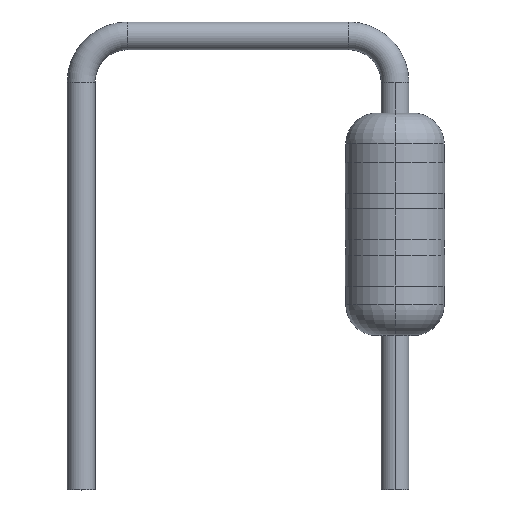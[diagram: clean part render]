
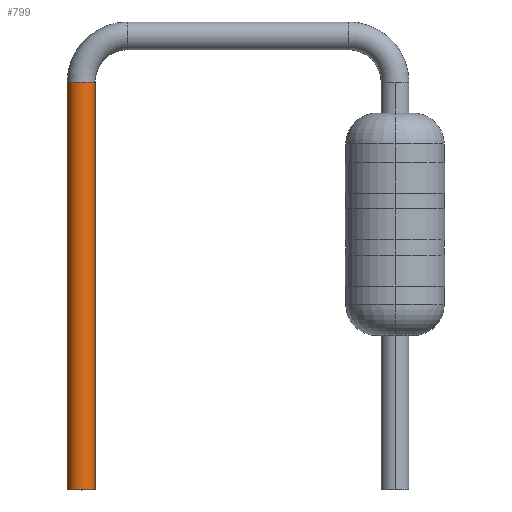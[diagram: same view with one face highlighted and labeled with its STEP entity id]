
A CAD part, top view. The second image highlights one B-rep face of the part: STEP entity #799.
In plain terms, the highlighted cylindrical face has radius 0.225 mm (diameter 0.45 mm), a partial arc.
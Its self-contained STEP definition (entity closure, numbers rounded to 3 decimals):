
#58 = VERTEX_POINT ( 'NONE', #654 ) ;
#72 = FACE_OUTER_BOUND ( 'NONE', #97, .T. ) ;
#79 = VERTEX_POINT ( 'NONE', #754 ) ;
#97 = EDGE_LOOP ( 'NONE', ( #1121, #154, #176, #770 ) ) ;
#109 = EDGE_CURVE ( 'NONE', #715, #79, #845, .T. ) ;
#118 = DIRECTION ( 'NONE',  ( 0., 0., 1. ) ) ;
#154 = ORIENTED_EDGE ( 'NONE', *, *, #546, .T. ) ;
#168 = CYLINDRICAL_SURFACE ( 'NONE', #1059, 0.225 ) ;
#176 = ORIENTED_EDGE ( 'NONE', *, *, #211, .T. ) ;
#185 = DIRECTION ( 'NONE',  ( 0., 0., 1. ) ) ;
#207 = CARTESIAN_POINT ( 'NONE',  ( -5.08, -2., 0. ) ) ;
#211 = EDGE_CURVE ( 'NONE', #58, #79, #577, .T. ) ;
#250 = DIRECTION ( 'NONE',  ( 0., 1., 0. ) ) ;
#279 = DIRECTION ( 'NONE',  ( 0., -1., 0. ) ) ;
#284 = CARTESIAN_POINT ( 'NONE',  ( -4.855, -2., 0. ) ) ;
#325 = CARTESIAN_POINT ( 'NONE',  ( -5.305, -2., 0. ) ) ;
#421 = CARTESIAN_POINT ( 'NONE',  ( -5.08, 4.6, 0. ) ) ;
#489 = CARTESIAN_POINT ( 'NONE',  ( -5.305, -2., 0. ) ) ;
#546 = EDGE_CURVE ( 'NONE', #864, #58, #834, .T. ) ;
#577 = CIRCLE ( 'NONE', #1009, 0.225 ) ;
#654 = CARTESIAN_POINT ( 'NONE',  ( -4.855, 4.6, 0. ) ) ;
#703 = DIRECTION ( 'NONE',  ( 0., -1., 0. ) ) ;
#715 = VERTEX_POINT ( 'NONE', #325 ) ;
#735 = DIRECTION ( 'NONE',  ( 0., 1., 0. ) ) ;
#745 = DIRECTION ( 'NONE',  ( 0., 1., 0. ) ) ;
#754 = CARTESIAN_POINT ( 'NONE',  ( -5.305, 4.6, 0. ) ) ;
#770 = ORIENTED_EDGE ( 'NONE', *, *, #109, .F. ) ;
#782 = CARTESIAN_POINT ( 'NONE',  ( -4.855, -2., 0. ) ) ;
#799 = ADVANCED_FACE ( 'NONE', ( #72 ), #168, .T. ) ;
#834 = LINE ( 'NONE', #284, #904 ) ;
#845 = LINE ( 'NONE', #489, #1134 ) ;
#860 = CARTESIAN_POINT ( 'NONE',  ( -5.08, -2., 0. ) ) ;
#864 = VERTEX_POINT ( 'NONE', #782 ) ;
#904 = VECTOR ( 'NONE', #735, 1000. ) ;
#921 = EDGE_CURVE ( 'NONE', #864, #715, #1015, .T. ) ;
#954 = DIRECTION ( 'NONE',  ( -1., 0., 0. ) ) ;
#1009 = AXIS2_PLACEMENT_3D ( 'NONE', #421, #703, #185 ) ;
#1015 = CIRCLE ( 'NONE', #1075, 0.225 ) ;
#1059 = AXIS2_PLACEMENT_3D ( 'NONE', #860, #250, #954 ) ;
#1075 = AXIS2_PLACEMENT_3D ( 'NONE', #207, #279, #118 ) ;
#1121 = ORIENTED_EDGE ( 'NONE', *, *, #921, .F. ) ;
#1134 = VECTOR ( 'NONE', #745, 1000. ) ;
